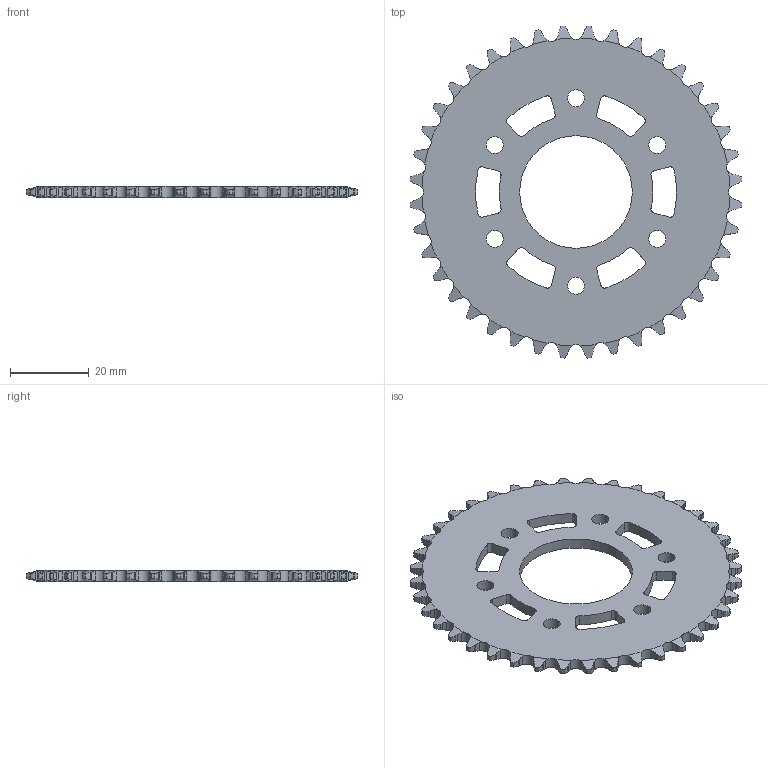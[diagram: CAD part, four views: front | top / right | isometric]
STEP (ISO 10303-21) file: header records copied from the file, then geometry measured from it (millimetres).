
FILE_DESCRIPTION (( 'STEP AP203' ), '1' );
FILE_NAME ('217-2637.20121204.STEP', '2012-12-04T23:51:12', ( 'svradm' ), ( 'Microsoft' ), 'SwSTEP 2.0', 'SolidWorks 2012', '' );
FILE_SCHEMA (( 'CONFIG_CONTROL_DESIGN' ));
Length unit declared in the file: inch
Products named in the file (1): 217-2637.20121204
Bounding box: 84.28 x 84.28 x 2.79 mm (x, y, z)
Volume: 10791 mm3; surface area: 9805.1 mm2
Topology: 1 solids, 1 shells, 493 faces, 1473 edges, 982 vertices
Faces by surface type: cylinder 319, plane 94, cone 80
Entity records: 17736 total; most frequent: CARTESIAN_POINT 5293, ORIENTED_EDGE 2946, DIRECTION 2163, EDGE_CURVE 1473, VERTEX_POINT 982, AXIS2_PLACEMENT_3D 864, B_SPLINE_CURVE_WITH_KNOTS 668, EDGE_LOOP 519
